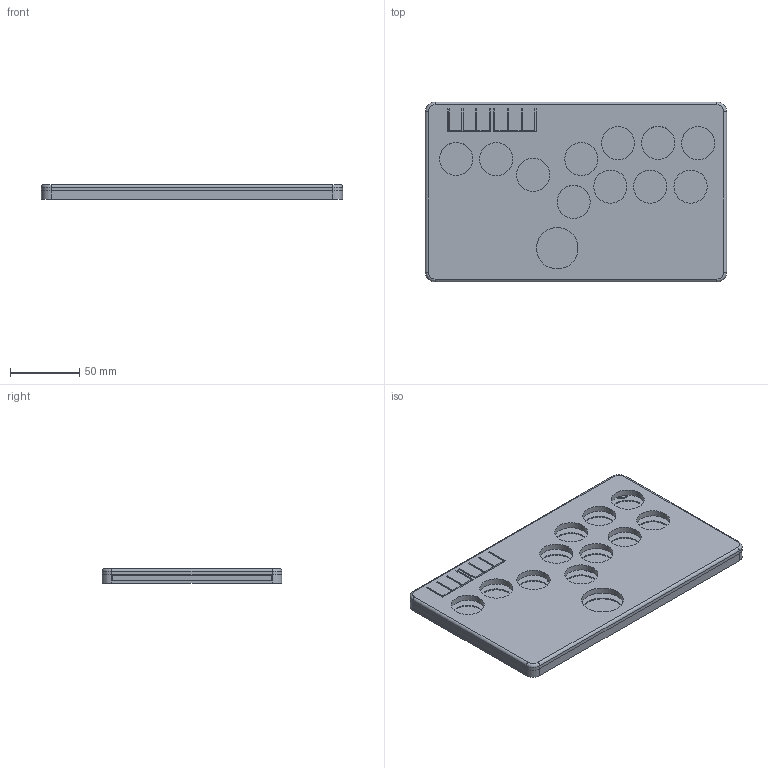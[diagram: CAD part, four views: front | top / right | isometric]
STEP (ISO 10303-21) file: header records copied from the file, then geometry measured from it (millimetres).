
FILE_DESCRIPTION(/* description */ (''),/* implementation_level */ '2;1');
FILE_NAME(/* name */ 'bridgetv2.step',/* time_stamp */ '2023-03-13T13:48:23-07:00',/* author */ (''),/* organization */ (''),/* preprocessor_version */ 'ST-DEVELOPER v19.2',/* originating_system */ 'Autodesk Translation Framework v11.17.0.187',/* authorisation */ '');
FILE_SCHEMA (('AUTOMOTIVE_DESIGN { 1 0 10303 214 3 1 1 }'));
Length unit declared in the file: millimetre
Products named in the file (1): bridget 1.1
Bounding box: 218 x 130.1 x 10.8 mm (x, y, z)
Volume: 151384.3 mm3; surface area: 121059 mm2
Topology: 3 solids, 3 shells, 296 faces, 672 edges, 438 vertices
Faces by surface type: plane 167, cylinder 118, cone 7, torus 4
Full cylindrical faces by diameter (mm): 3 x7, 3.1 x7, 4 x7, 4.6 x7, 6 x4, 6.5 x7, 10 x14, 24 x22, 30 x2
Entity records: 8427 total; most frequent: DIRECTION 1506, CARTESIAN_POINT 1407, ORIENTED_EDGE 1344, EDGE_CURVE 672, AXIS2_PLACEMENT_3D 537, VERTEX_POINT 438, LINE 432, VECTOR 432
